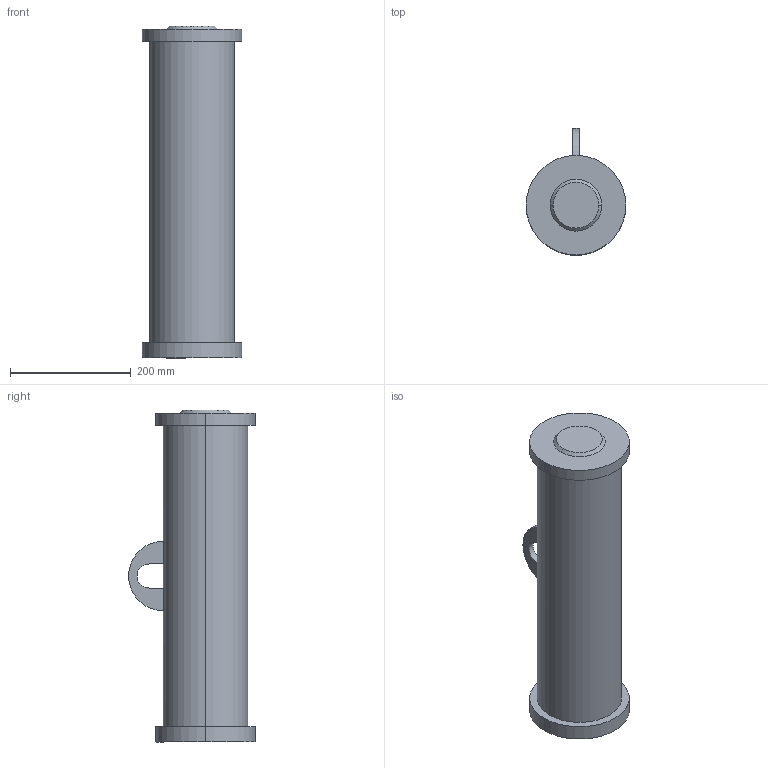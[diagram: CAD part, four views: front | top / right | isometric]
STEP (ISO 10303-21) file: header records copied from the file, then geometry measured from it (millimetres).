
FILE_DESCRIPTION (( 'STEP AP214' ), '1' );
FILE_NAME ('DN50-TAIL-PIPE.STEP', '2021-03-31T06:57:41', ( '' ), ( '' ), 'SwSTEP 2.0', 'SolidWorks 2017', '' );
FILE_SCHEMA (( 'AUTOMOTIVE_DESIGN' ));
Length unit declared in the file: millimetre
Products named in the file (1): DN50-TAIL-PIPE
Bounding box: 165 x 210 x 550 mm (x, y, z)
Volume: 8687504.5 mm3; surface area: 308963.9 mm2
Topology: 1 solids, 5 shells, 33 faces, 72 edges, 44 vertices
Faces by surface type: plane 15, cone 10, cylinder 8
Entity records: 958 total; most frequent: DIRECTION 164, CARTESIAN_POINT 142, ORIENTED_EDGE 128, AXIS2_PLACEMENT_3D 66, EDGE_CURVE 64, VERTEX_POINT 44, EDGE_LOOP 38, ADVANCED_FACE 33
